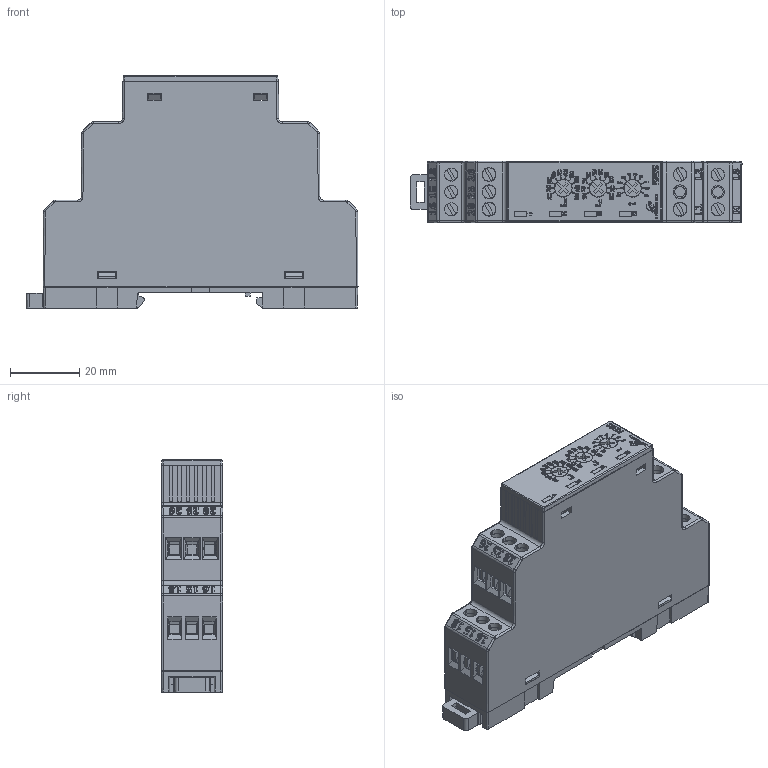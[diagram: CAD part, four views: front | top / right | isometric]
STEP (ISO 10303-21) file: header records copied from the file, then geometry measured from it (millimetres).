
FILE_DESCRIPTION(('STEP AP203'), '1');
FILE_NAME('VCR0', '', ('UNSPECIFIED'), ('UNSPECIFIED'), 'ASCON STEP Converter 1.6', 'ASCON Math Kernel', '');
FILE_SCHEMA(('CONFIG_CONTROL_DESIGN'));
Length unit declared in the file: millimetre
Products named in the file (12): 3; 2; 1M51_LED; XP2; MVE253-5-V-L; XP4; XP3; XP5; 1
Assembly tree (16 placements, depth 3):
  (unnamed)
    3
    2
    (unnamed)
    (unnamed)
    1M51_LED
    XP2
      MVE253-5-V-L
    XP4
      MVE253-5-V-L
    XP3
      MVE253-5-V-L
    XP5
      MVE253-5-V-L
    1  x3
Bounding box: 95.62 x 17.77 x 66.85 mm (x, y, z)
Volume: 29055.1 mm3; surface area: 42799.9 mm2
Topology: 12 solids, 21 shells, 9567 faces, 27754 edges, 18524 vertices
Faces by surface type: plane 6674, cylinder 2734, extrusion 73, cone 54, torus 24, revolution 6, bspline 2
Full cylindrical faces by diameter (mm): 2.3 x2, 2.6 x12, 2.85 x12, 3.1 x6, 3.2 x4, 3.8 x12, 4 x2, 4.9 x6, 5.1 x3, 5.2 x4
Entity records: 391238 total; most frequent: CARTESIAN_POINT 75080, ORIENTED_EDGE 52309, DIRECTION 49210, EDGE_CURVE 26173, VECTOR 20712, LINE 20639, VERTEX_POINT 17449, AXIS2_PLACEMENT_3D 14246
